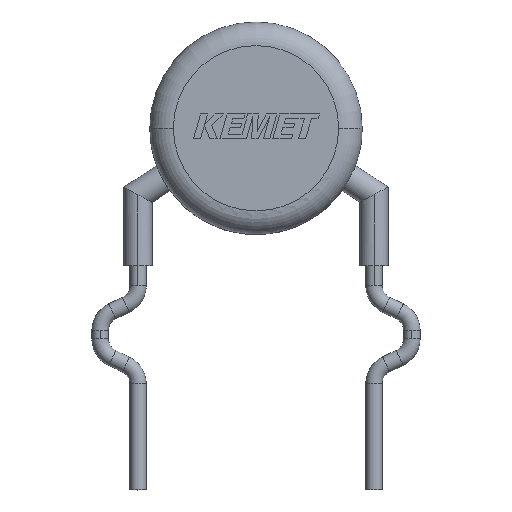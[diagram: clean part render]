
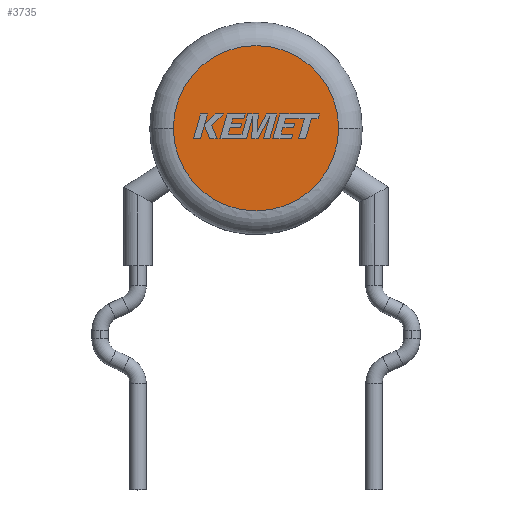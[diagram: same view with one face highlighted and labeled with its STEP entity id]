
A CAD part, top view. The second image highlights one B-rep face of the part: STEP entity #3735.
In plain terms, the highlighted planar face has unit normal (0, 0, 1).
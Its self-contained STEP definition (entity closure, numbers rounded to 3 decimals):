
#12 = DIRECTION ( 'NONE',  ( 1., 0., 0. ) ) ;
#183 = DIRECTION ( 'NONE',  ( 0., 0., 1. ) ) ;
#1028 = PLANE ( 'NONE',  #1633 ) ;
#1068 = CIRCLE ( 'NONE', #1459, 3.5 ) ;
#1298 = VERTEX_POINT ( 'NONE', #1628 ) ;
#1459 = AXIS2_PLACEMENT_3D ( 'NONE', #3716, #2611, #3692 ) ;
#1507 = CARTESIAN_POINT ( 'NONE',  ( -3.5, 0., 6. ) ) ;
#1568 = ORIENTED_EDGE ( 'NONE', *, *, #1880, .T. ) ;
#1628 = CARTESIAN_POINT ( 'NONE',  ( 3.5, 0., 6. ) ) ;
#1633 = AXIS2_PLACEMENT_3D ( 'NONE', #3044, #183, #3742 ) ;
#1880 = EDGE_CURVE ( 'NONE', #2175, #1298, #1068, .T. ) ;
#2175 = VERTEX_POINT ( 'NONE', #1507 ) ;
#2478 = EDGE_LOOP ( 'NONE', ( #3199, #1568 ) ) ;
#2611 = DIRECTION ( 'NONE',  ( 0., 0., 1. ) ) ;
#3044 = CARTESIAN_POINT ( 'NONE',  ( 0., 0., 6. ) ) ;
#3157 = EDGE_CURVE ( 'NONE', #1298, #2175, #4027, .T. ) ;
#3198 = DIRECTION ( 'NONE',  ( 0., 0., 1. ) ) ;
#3199 = ORIENTED_EDGE ( 'NONE', *, *, #3157, .T. ) ;
#3494 = AXIS2_PLACEMENT_3D ( 'NONE', #3549, #3198, #12 ) ;
#3549 = CARTESIAN_POINT ( 'NONE',  ( 0., 0., 6. ) ) ;
#3692 = DIRECTION ( 'NONE',  ( 1., 0., 0. ) ) ;
#3716 = CARTESIAN_POINT ( 'NONE',  ( 0., 0., 6. ) ) ;
#3735 = ADVANCED_FACE ( 'NONE', ( #4127 ), #1028, .T. ) ;
#3742 = DIRECTION ( 'NONE',  ( 1., 0., 0. ) ) ;
#4027 = CIRCLE ( 'NONE', #3494, 3.5 ) ;
#4127 = FACE_OUTER_BOUND ( 'NONE', #2478, .T. ) ;
